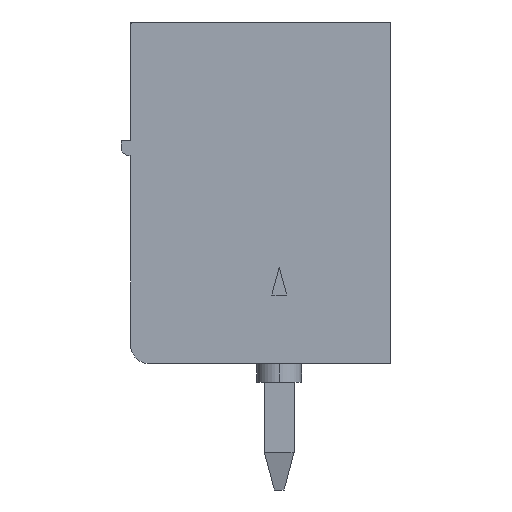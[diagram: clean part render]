
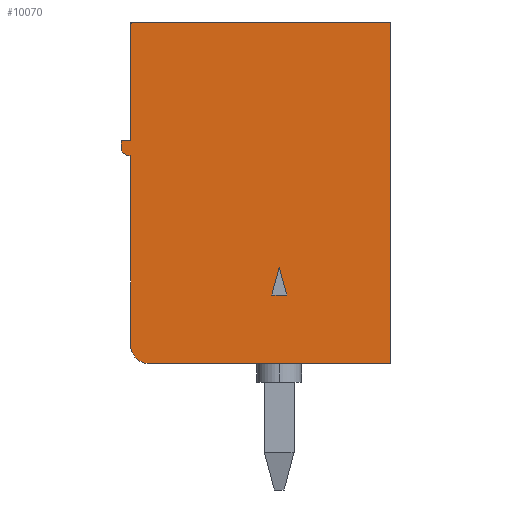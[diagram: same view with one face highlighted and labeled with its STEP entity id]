
A CAD part, left-side view. The second image highlights one B-rep face of the part: STEP entity #10070.
In plain terms, the highlighted planar face has unit normal (-1, 0, 0).
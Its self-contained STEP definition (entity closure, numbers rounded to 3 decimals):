
#1679=CARTESIAN_POINT('',(-12.125,4.,9.1));
#1680=VERTEX_POINT('',#1679);
#1687=CARTESIAN_POINT('',(-12.125,3.9,9.2));
#1688=VERTEX_POINT('',#1687);
#1689=CARTESIAN_POINT('',(-12.125,3.9,9.1));
#1690=DIRECTION('',(-1.0,0.0,0.0));
#1691=DIRECTION('',(0.0,0.0,1.0));
#1692=AXIS2_PLACEMENT_3D('',#1689,#1690,#1691);
#1693=CIRCLE('',#1692,0.1);
#1694=EDGE_CURVE('',#1688,#1680,#1693,.T.);
#1913=CARTESIAN_POINT('',(-12.125,0.,2.6));
#1914=VERTEX_POINT('',#1913);
#1922=CARTESIAN_POINT('',(-12.125,-0.201,1.85));
#1923=VERTEX_POINT('',#1922);
#1930=CARTESIAN_POINT('',(-12.125,-0.201,1.85));
#1931=DIRECTION('',(0.0,0.259,0.966));
#1932=VECTOR('',#1931,0.776);
#1933=LINE('',#1930,#1932);
#1934=EDGE_CURVE('',#1923,#1914,#1933,.T.);
#1944=CARTESIAN_POINT('',(-12.125,0.201,1.85));
#1945=VERTEX_POINT('',#1944);
#1954=CARTESIAN_POINT('',(-12.125,0.,2.6));
#1955=DIRECTION('',(0.0,0.259,-0.966));
#1956=VECTOR('',#1955,0.776);
#1957=LINE('',#1954,#1956);
#1958=EDGE_CURVE('',#1914,#1945,#1957,.T.);
#1971=CARTESIAN_POINT('',(-12.125,0.201,1.85));
#1972=DIRECTION('',(0.0,-1.0,0.0));
#1973=VECTOR('',#1972,0.402);
#1974=LINE('',#1971,#1973);
#1975=EDGE_CURVE('',#1945,#1923,#1974,.T.);
#2802=CARTESIAN_POINT('',(-12.125,4.,0.5));
#2803=VERTEX_POINT('',#2802);
#2821=CARTESIAN_POINT('',(-12.125,3.5,0.));
#2822=VERTEX_POINT('',#2821);
#2829=CARTESIAN_POINT('',(-12.125,3.5,0.5));
#2830=DIRECTION('',(-1.0,0.0,0.0));
#2831=DIRECTION('',(0.0,0.0,1.0));
#2832=AXIS2_PLACEMENT_3D('',#2829,#2830,#2831);
#2833=CIRCLE('',#2832,0.5);
#2834=EDGE_CURVE('',#2803,#2822,#2833,.T.);
#3004=CARTESIAN_POINT('',(-12.125,4.25,5.8));
#3005=VERTEX_POINT('',#3004);
#3023=CARTESIAN_POINT('',(-12.125,4.05,5.6));
#3024=VERTEX_POINT('',#3023);
#3031=CARTESIAN_POINT('',(-12.125,4.05,5.8));
#3032=DIRECTION('',(-1.0,0.0,0.0));
#3033=DIRECTION('',(0.0,0.0,1.0));
#3034=AXIS2_PLACEMENT_3D('',#3031,#3032,#3033);
#3035=CIRCLE('',#3034,0.2);
#3036=EDGE_CURVE('',#3005,#3024,#3035,.T.);
#4533=CARTESIAN_POINT('',(-12.125,4.,5.6));
#4534=VERTEX_POINT('',#4533);
#4550=CARTESIAN_POINT('',(-12.125,4.,0.5));
#4551=DIRECTION('',(0.0,0.0,1.0));
#4552=VECTOR('',#4551,5.1);
#4553=LINE('',#4550,#4552);
#4554=EDGE_CURVE('',#2803,#4534,#4553,.T.);
#5555=CARTESIAN_POINT('',(-12.125,-3.,0.));
#5556=VERTEX_POINT('',#5555);
#5573=CARTESIAN_POINT('',(-12.125,-3.,9.2));
#5574=VERTEX_POINT('',#5573);
#5581=CARTESIAN_POINT('',(-12.125,-3.,0.));
#5582=DIRECTION('',(0.0,0.0,1.0));
#5583=VECTOR('',#5582,9.2);
#5584=LINE('',#5581,#5583);
#5585=EDGE_CURVE('',#5556,#5574,#5584,.T.);
#6423=CARTESIAN_POINT('',(-12.125,3.9,9.2));
#6424=DIRECTION('',(0.0,-1.0,0.0));
#6425=VECTOR('',#6424,6.9);
#6426=LINE('',#6423,#6425);
#6427=EDGE_CURVE('',#1688,#5574,#6426,.T.);
#6967=CARTESIAN_POINT('',(-12.125,4.,6.0));
#6968=VERTEX_POINT('',#6967);
#6983=CARTESIAN_POINT('',(-12.125,4.25,6.0));
#6984=VERTEX_POINT('',#6983);
#6991=CARTESIAN_POINT('',(-12.125,4.25,6.0));
#6992=DIRECTION('',(0.0,-1.0,0.0));
#6993=VECTOR('',#6992,0.25);
#6994=LINE('',#6991,#6993);
#6995=EDGE_CURVE('',#6984,#6968,#6994,.T.);
#7430=CARTESIAN_POINT('',(-12.125,3.5,0.));
#7431=DIRECTION('',(0.0,-1.0,0.0));
#7432=VECTOR('',#7431,6.5);
#7433=LINE('',#7430,#7432);
#7434=EDGE_CURVE('',#2822,#5556,#7433,.T.);
#7500=CARTESIAN_POINT('',(-12.125,4.,5.6));
#7501=DIRECTION('',(0.0,1.0,0.0));
#7502=VECTOR('',#7501,0.05);
#7503=LINE('',#7500,#7502);
#7504=EDGE_CURVE('',#4534,#3024,#7503,.T.);
#9182=CARTESIAN_POINT('',(-12.125,4.25,5.8));
#9183=DIRECTION('',(0.0,0.0,1.0));
#9184=VECTOR('',#9183,0.2);
#9185=LINE('',#9182,#9184);
#9186=EDGE_CURVE('',#3005,#6984,#9185,.T.);
#9669=CARTESIAN_POINT('',(-12.125,4.,6.0));
#9670=DIRECTION('',(0.0,0.0,1.0));
#9671=VECTOR('',#9670,3.1);
#9672=LINE('',#9669,#9671);
#9673=EDGE_CURVE('',#6968,#1680,#9672,.T.);
#10047=CARTESIAN_POINT('',(-12.125,-3.,0.));
#10048=DIRECTION('',(-1.0,0.0,0.0));
#10049=DIRECTION('',(0.0,0.0,1.0));
#10050=AXIS2_PLACEMENT_3D('',#10047,#10048,#10049);
#10051=PLANE('',#10050);
#10052=ORIENTED_EDGE('',*,*,#7434,.T.);
#10053=ORIENTED_EDGE('',*,*,#5585,.T.);
#10054=ORIENTED_EDGE('',*,*,#6427,.F.);
#10055=ORIENTED_EDGE('',*,*,#1694,.T.);
#10056=ORIENTED_EDGE('',*,*,#9673,.F.);
#10057=ORIENTED_EDGE('',*,*,#6995,.F.);
#10058=ORIENTED_EDGE('',*,*,#9186,.F.);
#10059=ORIENTED_EDGE('',*,*,#3036,.T.);
#10060=ORIENTED_EDGE('',*,*,#7504,.F.);
#10061=ORIENTED_EDGE('',*,*,#4554,.F.);
#10062=ORIENTED_EDGE('',*,*,#2834,.T.);
#10063=EDGE_LOOP('',(#10052,#10053,#10054,#10055,#10056,#10057,#10058,#10059,#10060,#10061,#10062));
#10064=FACE_OUTER_BOUND('',#10063,.T.);
#10065=ORIENTED_EDGE('',*,*,#1975,.F.);
#10066=ORIENTED_EDGE('',*,*,#1958,.F.);
#10067=ORIENTED_EDGE('',*,*,#1934,.F.);
#10068=EDGE_LOOP('',(#10065,#10066,#10067));
#10069=FACE_BOUND('',#10068,.T.);
#10070=ADVANCED_FACE('',(#10064,#10069),#10051,.T.);
